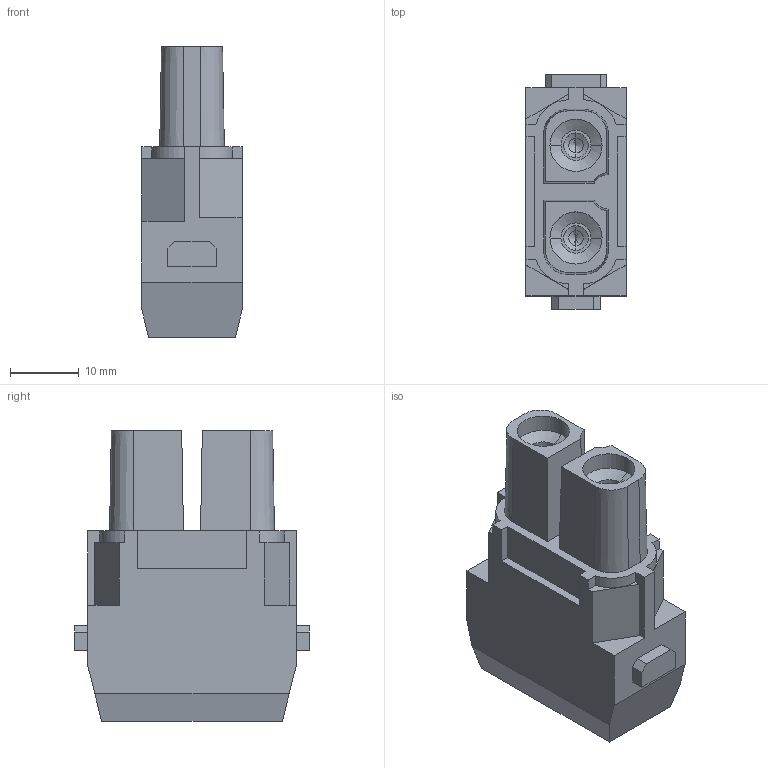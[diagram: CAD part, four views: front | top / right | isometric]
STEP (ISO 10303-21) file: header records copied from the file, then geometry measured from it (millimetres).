
FILE_DESCRIPTION(('Creo Elements/Direct Modeling STEP Export'),'2;1');
FILE_NAME('model.stp','2020-06-10T 8:40:37',(''),(''),'Creo Elements/Direct Modeling STEP processor for AP214 (Solid Model)','Creo Elements/Direct Modeling 20.1A 29-Sep-2018 (C) Parametric Technology GmbH','');
FILE_SCHEMA(('AUTOMOTIVE_DESIGN { 1 0 10303 214 1 1 1 1 }'));
Length unit declared in the file: millimetre
Products named in the file (2): HC_M_02_AT_F_10-select
Assembly tree (1 placements, depth 2):
  HC_M_02_AT_F_10-select
    HC_M_02_AT_F_10-select
Bounding box: 14.6 x 34.1 x 42.35 mm (x, y, z)
Volume: 11660.8 mm3; surface area: 5487.1 mm2
Topology: 1 solids, 1 shells, 132 faces, 358 edges, 230 vertices
Faces by surface type: plane 70, cylinder 32, cone 30
Entity records: 5428 total; most frequent: CARTESIAN_POINT 1166, ORIENTED_EDGE 700, DIRECTION 597, EDGE_CURVE 350, VERTEX_POINT 230, VECTOR 229, LINE 229, AXIS2_PLACEMENT_3D 184
